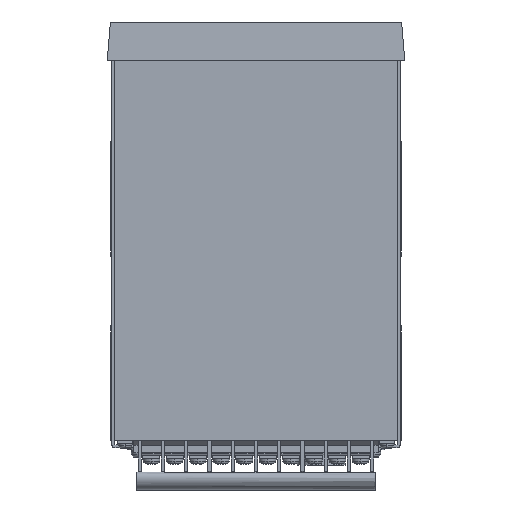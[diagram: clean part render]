
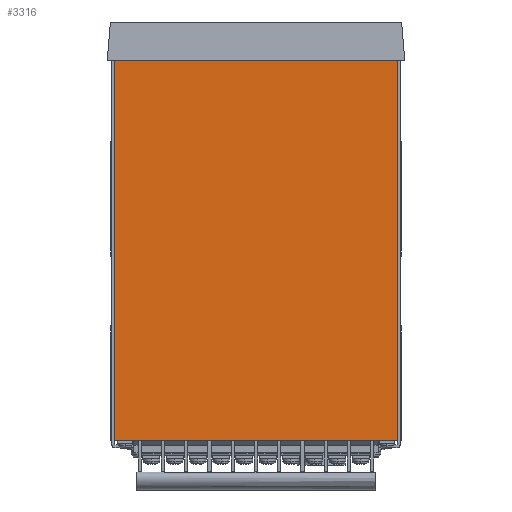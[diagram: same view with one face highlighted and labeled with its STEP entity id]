
A CAD part, front view. The second image highlights one B-rep face of the part: STEP entity #3316.
In plain terms, the highlighted planar face has unit normal (0, -1, 0).
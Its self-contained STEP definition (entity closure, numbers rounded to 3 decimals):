
#3316=ADVANCED_FACE('',(#19421),#19420,.T.);
#19420=PLANE('',#34670);
#19421=FACE_OUTER_BOUND('',#34671,.T.);
#34667=CARTESIAN_POINT('',(-54.6,-22.,-2.5));
#34668=DIRECTION('',(0.,-1.,0.));
#34669=DIRECTION('',(0.,0.,-1.));
#34670=AXIS2_PLACEMENT_3D('',#34667,#34668,#34669);
#34671=EDGE_LOOP('',(#47111,#47112,#47113,#47114));
#47111=ORIENTED_EDGE('',*,*,#54147,.T.);
#47112=ORIENTED_EDGE('',*,*,#54152,.T.);
#47113=ORIENTED_EDGE('',*,*,#54150,.F.);
#47114=ORIENTED_EDGE('',*,*,#51959,.T.);
#51959=EDGE_CURVE('',#70706,#70698,#70707,.T.);
#54147=EDGE_CURVE('',#70698,#85348,#85355,.T.);
#54150=EDGE_CURVE('',#70706,#85374,#85375,.T.);
#54152=EDGE_CURVE('',#85348,#85374,#85387,.T.);
#70698=VERTEX_POINT('',#101178);
#70706=VERTEX_POINT('',#101183);
#70707=LINE('',#101184,#101185);
#85348=VERTEX_POINT('',#109791);
#85355=LINE('',#109795,#109796);
#85374=VERTEX_POINT('',#109805);
#85375=LINE('',#109806,#109807);
#85387=LINE('',#109812,#109813);
#101178=CARTESIAN_POINT('',(45.5,-22.,-135.));
#101183=CARTESIAN_POINT('',(-45.5,-22.,-135.));
#101184=CARTESIAN_POINT('',(-45.5,-22.,-135.));
#101185=VECTOR('',#101186,91.);
#101186=DIRECTION('',(1.,0.,0.));
#109791=CARTESIAN_POINT('',(45.5,-22.,-12.5));
#109795=CARTESIAN_POINT('',(45.5,-22.,-135.));
#109796=VECTOR('',#109797,122.5);
#109797=DIRECTION('',(0.,0.,1.));
#109805=CARTESIAN_POINT('',(-45.5,-22.,-12.5));
#109806=CARTESIAN_POINT('',(-45.5,-22.,-135.));
#109807=VECTOR('',#109808,122.5);
#109808=DIRECTION('',(0.,0.,1.));
#109812=CARTESIAN_POINT('',(45.5,-22.,-12.5));
#109813=VECTOR('',#109814,91.);
#109814=DIRECTION('',(-1.,0.,0.));
